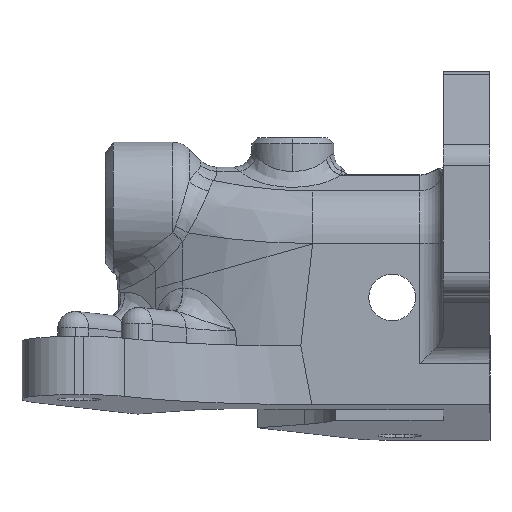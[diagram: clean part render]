
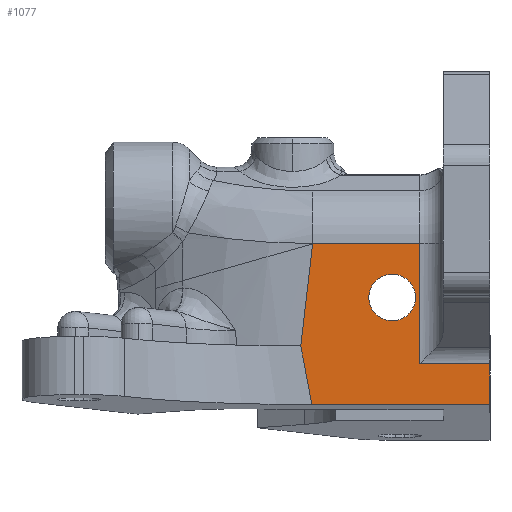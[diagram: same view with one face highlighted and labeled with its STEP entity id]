
A CAD part, left-side view. The second image highlights one B-rep face of the part: STEP entity #1077.
In plain terms, the highlighted planar face has unit normal (-1, 0, 0).
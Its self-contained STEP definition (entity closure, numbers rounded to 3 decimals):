
#53 = ORIENTED_EDGE ( 'NONE', *, *, #4065, .F. ) ;
#184 = LINE ( 'NONE', #3708, #10894 ) ;
#335 = DIRECTION ( 'NONE',  ( 0., 0., 1. ) ) ;
#411 = ORIENTED_EDGE ( 'NONE', *, *, #8131, .F. ) ;
#667 = LINE ( 'NONE', #7917, #2140 ) ;
#823 = CARTESIAN_POINT ( 'NONE',  ( -7.82, 15.173, -3.037 ) ) ;
#1010 = LINE ( 'NONE', #1188, #11044 ) ;
#1019 = LINE ( 'NONE', #1856, #5105 ) ;
#1077 = ADVANCED_FACE ( 'NONE', ( #1190, #6641 ), #2147, .T. ) ;
#1108 = VERTEX_POINT ( 'NONE', #10343 ) ;
#1161 = VERTEX_POINT ( 'NONE', #11407 ) ;
#1188 = CARTESIAN_POINT ( 'NONE',  ( -7.82, 15.716, -14.311 ) ) ;
#1190 = FACE_BOUND ( 'NONE', #11033, .T. ) ;
#1267 = EDGE_CURVE ( 'NONE', #2248, #8342, #10760, .T. ) ;
#1468 = ORIENTED_EDGE ( 'NONE', *, *, #7617, .T. ) ;
#1529 = DIRECTION ( 'NONE',  ( -1., 0., 0. ) ) ;
#1588 = CARTESIAN_POINT ( 'NONE',  ( -7.82, 8.375, -7.655 ) ) ;
#1844 = DIRECTION ( 'NONE',  ( 0., 1., 0. ) ) ;
#1856 = CARTESIAN_POINT ( 'NONE',  ( -7.82, 15.173, 0.093 ) ) ;
#1857 = EDGE_LOOP ( 'NONE', ( #5291, #7174, #7159, #6009, #11664, #53, #10907, #1468 ) ) ;
#1931 = VECTOR ( 'NONE', #10216, 1000. ) ;
#2140 = VECTOR ( 'NONE', #10711, 1000. ) ;
#2147 = PLANE ( 'NONE',  #11531 ) ;
#2248 = VERTEX_POINT ( 'NONE', #4159 ) ;
#2375 = VECTOR ( 'NONE', #6720, 1000. ) ;
#2405 = CARTESIAN_POINT ( 'NONE',  ( -7.82, 16.192, -11.8 ) ) ;
#2758 = DIRECTION ( 'NONE',  ( 0., 0., 1. ) ) ;
#2768 = DIRECTION ( 'NONE',  ( 0., -0.116, 0.993 ) ) ;
#2919 = LINE ( 'NONE', #9324, #1931 ) ;
#3061 = LINE ( 'NONE', #5027, #2375 ) ;
#3103 = EDGE_CURVE ( 'NONE', #5111, #2248, #184, .T. ) ;
#3708 = CARTESIAN_POINT ( 'NONE',  ( -7.82, 6., -7.5 ) ) ;
#3920 = VERTEX_POINT ( 'NONE', #2405 ) ;
#4049 = DIRECTION ( 'NONE',  ( -1., 0., 0. ) ) ;
#4065 = EDGE_CURVE ( 'NONE', #10870, #3920, #1010, .T. ) ;
#4159 = CARTESIAN_POINT ( 'NONE',  ( -7.82, 6., -3.037 ) ) ;
#4468 = VECTOR ( 'NONE', #1844, 1000. ) ;
#4502 = VERTEX_POINT ( 'NONE', #11334 ) ;
#4596 = DIRECTION ( 'NONE',  ( -1., 0., 0. ) ) ;
#4628 = EDGE_CURVE ( 'NONE', #4502, #11355, #5897, .T. ) ;
#5027 = CARTESIAN_POINT ( 'NONE',  ( -7.82, 0., -7.5 ) ) ;
#5105 = VECTOR ( 'NONE', #2758, 1000. ) ;
#5111 = VERTEX_POINT ( 'NONE', #5628 ) ;
#5115 = ORIENTED_EDGE ( 'NONE', *, *, #4628, .F. ) ;
#5291 = ORIENTED_EDGE ( 'NONE', *, *, #9002, .T. ) ;
#5378 = EDGE_CURVE ( 'NONE', #7170, #10870, #667, .T. ) ;
#5628 = CARTESIAN_POINT ( 'NONE',  ( -7.82, 6., -13.328 ) ) ;
#5897 = CIRCLE ( 'NONE', #8571, 2. ) ;
#6009 = ORIENTED_EDGE ( 'NONE', *, *, #6169, .F. ) ;
#6169 = EDGE_CURVE ( 'NONE', #1161, #8342, #1019, .T. ) ;
#6641 = FACE_OUTER_BOUND ( 'NONE', #1857, .T. ) ;
#6694 = AXIS2_PLACEMENT_3D ( 'NONE', #10043, #4596, #335 ) ;
#6720 = DIRECTION ( 'NONE',  ( 0., 0., 1. ) ) ;
#6882 = CARTESIAN_POINT ( 'NONE',  ( -7.82, 0., -16.821 ) ) ;
#7159 = ORIENTED_EDGE ( 'NONE', *, *, #1267, .T. ) ;
#7170 = VERTEX_POINT ( 'NONE', #6882 ) ;
#7174 = ORIENTED_EDGE ( 'NONE', *, *, #3103, .T. ) ;
#7272 = CARTESIAN_POINT ( 'NONE',  ( -7.82, 15.24, -16.821 ) ) ;
#7499 = DIRECTION ( 'NONE',  ( 0., 0., 1. ) ) ;
#7617 = EDGE_CURVE ( 'NONE', #7170, #1108, #3061, .T. ) ;
#7652 = CIRCLE ( 'NONE', #6694, 2. ) ;
#7917 = CARTESIAN_POINT ( 'NONE',  ( -7.82, 0., -16.821 ) ) ;
#8020 = CARTESIAN_POINT ( 'NONE',  ( -7.82, 15.173, -3.037 ) ) ;
#8131 = EDGE_CURVE ( 'NONE', #11355, #4502, #7652, .T. ) ;
#8342 = VERTEX_POINT ( 'NONE', #823 ) ;
#8399 = VECTOR ( 'NONE', #2768, 1000. ) ;
#8487 = DIRECTION ( 'NONE',  ( 0., 0.186, 0.982 ) ) ;
#8488 = CARTESIAN_POINT ( 'NONE',  ( -7.82, 8.375, -5.655 ) ) ;
#8571 = AXIS2_PLACEMENT_3D ( 'NONE', #1588, #1529, #10803 ) ;
#8605 = DIRECTION ( 'NONE',  ( 0., 0., 1. ) ) ;
#9002 = EDGE_CURVE ( 'NONE', #1108, #5111, #2919, .T. ) ;
#9324 = CARTESIAN_POINT ( 'NONE',  ( -7.82, 0., -13.328 ) ) ;
#9501 = CARTESIAN_POINT ( 'NONE',  ( -7.82, 0., -7.5 ) ) ;
#10043 = CARTESIAN_POINT ( 'NONE',  ( -7.82, 8.375, -7.655 ) ) ;
#10116 = EDGE_CURVE ( 'NONE', #3920, #1161, #10952, .T. ) ;
#10216 = DIRECTION ( 'NONE',  ( 0., 1., 0. ) ) ;
#10343 = CARTESIAN_POINT ( 'NONE',  ( -7.82, 0., -13.328 ) ) ;
#10711 = DIRECTION ( 'NONE',  ( 0., 1., 0. ) ) ;
#10760 = LINE ( 'NONE', #8020, #4468 ) ;
#10803 = DIRECTION ( 'NONE',  ( 0., 0., 1. ) ) ;
#10870 = VERTEX_POINT ( 'NONE', #7272 ) ;
#10894 = VECTOR ( 'NONE', #7499, 1000. ) ;
#10907 = ORIENTED_EDGE ( 'NONE', *, *, #5378, .F. ) ;
#10952 = LINE ( 'NONE', #11790, #8399 ) ;
#11033 = EDGE_LOOP ( 'NONE', ( #411, #5115 ) ) ;
#11044 = VECTOR ( 'NONE', #8487, 1000. ) ;
#11334 = CARTESIAN_POINT ( 'NONE',  ( -7.82, 8.375, -9.655 ) ) ;
#11355 = VERTEX_POINT ( 'NONE', #8488 ) ;
#11407 = CARTESIAN_POINT ( 'NONE',  ( -7.82, 15.173, -3.071 ) ) ;
#11531 = AXIS2_PLACEMENT_3D ( 'NONE', #9501, #4049, #8605 ) ;
#11664 = ORIENTED_EDGE ( 'NONE', *, *, #10116, .F. ) ;
#11790 = CARTESIAN_POINT ( 'NONE',  ( -7.82, 15.682, -7.436 ) ) ;
